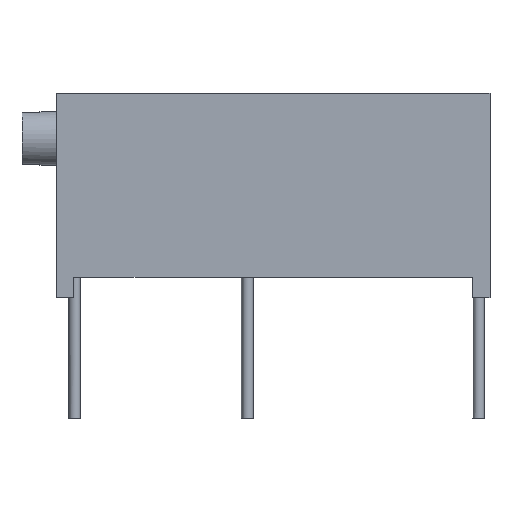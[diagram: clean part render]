
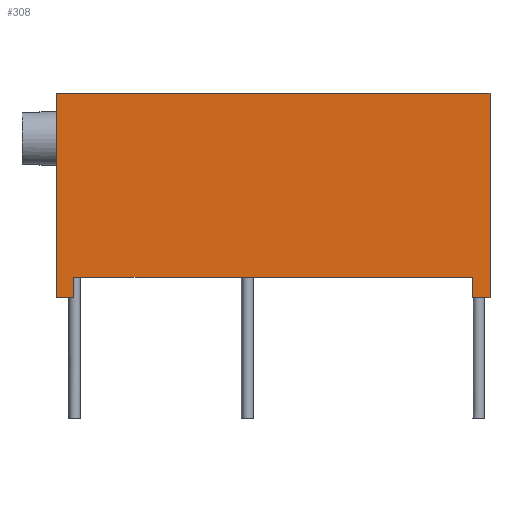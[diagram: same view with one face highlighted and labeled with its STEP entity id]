
A CAD part, front view. The second image highlights one B-rep face of the part: STEP entity #308.
In plain terms, the highlighted planar face has unit normal (0, -1, 0).
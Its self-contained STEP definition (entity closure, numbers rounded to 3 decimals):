
#125 = VERTEX_POINT('',#126);
#126 = CARTESIAN_POINT('',(-17.78,-1.145,0.89));
#132 = EDGE_CURVE('',#125,#133,#135,.T.);
#133 = VERTEX_POINT('',#134);
#134 = CARTESIAN_POINT('',(-0.25,-1.145,0.89));
#135 = LINE('',#136,#137);
#136 = CARTESIAN_POINT('',(-18.54,-1.145,0.89));
#137 = VECTOR('',#138,1.);
#138 = DIRECTION('',(1.,0.,0.));
#172 = EDGE_CURVE('',#173,#133,#175,.T.);
#173 = VERTEX_POINT('',#174);
#174 = CARTESIAN_POINT('',(-0.25,-1.145,0.));
#175 = LINE('',#176,#177);
#176 = CARTESIAN_POINT('',(-0.25,-1.145,0.));
#177 = VECTOR('',#178,1.);
#178 = DIRECTION('',(0.,0.,1.));
#197 = EDGE_CURVE('',#173,#198,#200,.T.);
#198 = VERTEX_POINT('',#199);
#199 = CARTESIAN_POINT('',(0.51,-1.145,0.));
#200 = LINE('',#201,#202);
#201 = CARTESIAN_POINT('',(-0.25,-1.145,0.));
#202 = VECTOR('',#203,1.);
#203 = DIRECTION('',(1.,0.,0.));
#308 = ADVANCED_FACE('',(#309),#352,.T.);
#309 = FACE_BOUND('',#310,.T.);
#310 = EDGE_LOOP('',(#311,#319,#327,#335,#343,#349,#350,#351));
#311 = ORIENTED_EDGE('',*,*,#312,.T.);
#312 = EDGE_CURVE('',#198,#313,#315,.T.);
#313 = VERTEX_POINT('',#314);
#314 = CARTESIAN_POINT('',(0.51,-1.145,8.98));
#315 = LINE('',#316,#317);
#316 = CARTESIAN_POINT('',(0.51,-1.145,0.));
#317 = VECTOR('',#318,1.);
#318 = DIRECTION('',(0.,0.,1.));
#319 = ORIENTED_EDGE('',*,*,#320,.F.);
#320 = EDGE_CURVE('',#321,#313,#323,.T.);
#321 = VERTEX_POINT('',#322);
#322 = CARTESIAN_POINT('',(-18.54,-1.145,8.98));
#323 = LINE('',#324,#325);
#324 = CARTESIAN_POINT('',(-0.25,-1.145,8.98));
#325 = VECTOR('',#326,1.);
#326 = DIRECTION('',(1.,0.,0.));
#327 = ORIENTED_EDGE('',*,*,#328,.F.);
#328 = EDGE_CURVE('',#329,#321,#331,.T.);
#329 = VERTEX_POINT('',#330);
#330 = CARTESIAN_POINT('',(-18.54,-1.145,0.));
#331 = LINE('',#332,#333);
#332 = CARTESIAN_POINT('',(-18.54,-1.145,0.));
#333 = VECTOR('',#334,1.);
#334 = DIRECTION('',(0.,0.,1.));
#335 = ORIENTED_EDGE('',*,*,#336,.T.);
#336 = EDGE_CURVE('',#329,#337,#339,.T.);
#337 = VERTEX_POINT('',#338);
#338 = CARTESIAN_POINT('',(-17.78,-1.145,0.));
#339 = LINE('',#340,#341);
#340 = CARTESIAN_POINT('',(-18.54,-1.145,0.));
#341 = VECTOR('',#342,1.);
#342 = DIRECTION('',(1.,0.,0.));
#343 = ORIENTED_EDGE('',*,*,#344,.T.);
#344 = EDGE_CURVE('',#337,#125,#345,.T.);
#345 = LINE('',#346,#347);
#346 = CARTESIAN_POINT('',(-17.78,-1.145,0.));
#347 = VECTOR('',#348,1.);
#348 = DIRECTION('',(0.,0.,1.));
#349 = ORIENTED_EDGE('',*,*,#132,.T.);
#350 = ORIENTED_EDGE('',*,*,#172,.F.);
#351 = ORIENTED_EDGE('',*,*,#197,.T.);
#352 = PLANE('',#353);
#353 = AXIS2_PLACEMENT_3D('',#354,#355,#356);
#354 = CARTESIAN_POINT('',(-9.015,-1.145,4.635));
#355 = DIRECTION('',(0.,-1.,0.));
#356 = DIRECTION('',(0.,0.,-1.));
